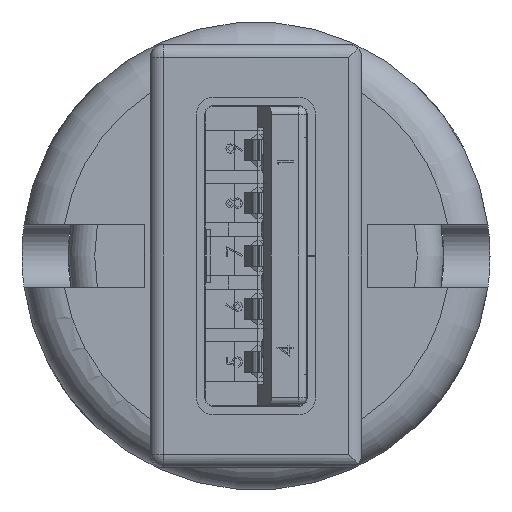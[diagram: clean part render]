
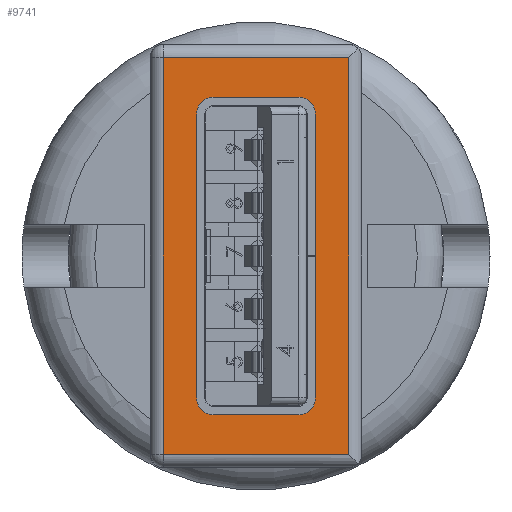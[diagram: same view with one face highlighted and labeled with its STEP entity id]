
A CAD part, left-side view. The second image highlights one B-rep face of the part: STEP entity #9741.
In plain terms, the highlighted face is planar.
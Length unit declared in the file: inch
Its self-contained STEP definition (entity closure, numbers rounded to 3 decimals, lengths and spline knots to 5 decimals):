
#272 = CARTESIAN_POINT ( 'NONE',  ( 0.29528, 0.15748, -0.47244 ) ) ;
#820 = CARTESIAN_POINT ( 'NONE',  ( -0.29528, 0.1378, -0.47244 ) ) ;
#911 = VECTOR ( 'NONE', #29580, 39.37008 ) ;
#1036 = VERTEX_POINT ( 'NONE', #18675 ) ;
#1852 = CARTESIAN_POINT ( 'NONE',  ( -0.21102, 0.08858, -0.47244 ) ) ;
#2730 = DIRECTION ( 'NONE',  ( 0., -1., 0. ) ) ;
#3762 = AXIS2_PLACEMENT_3D ( 'NONE', #55188, #33680, #8092 ) ;
#4019 = CARTESIAN_POINT ( 'NONE',  ( -0.31496, 0.1378, -0.47244 ) ) ;
#5497 = LINE ( 'NONE', #11740, #49784 ) ;
#6984 = CARTESIAN_POINT ( 'NONE',  ( 0.29528, -0.1378, -0.47244 ) ) ;
#7056 = VERTEX_POINT ( 'NONE', #10707 ) ;
#7548 = EDGE_LOOP ( 'NONE', ( #54003, #32938, #15762, #48191, #45491, #39490, #16220, #53779 ) ) ;
#7752 = EDGE_CURVE ( 'NONE', #51325, #1036, #5497, .T. ) ;
#7911 = PLANE ( 'NONE',  #3762 ) ;
#8092 = DIRECTION ( 'NONE',  ( -1., 0., 0. ) ) ;
#8497 = EDGE_CURVE ( 'NONE', #38579, #46362, #10775, .T. ) ;
#9166 = CARTESIAN_POINT ( 'NONE',  ( 0.21102, 0.08858, -0.47244 ) ) ;
#9741 = ADVANCED_FACE ( '?1', ( #51598, #50224 ), #7911, .F. ) ;
#9856 = CARTESIAN_POINT ( 'NONE',  ( -0.23622, -0.06339, -0.47244 ) ) ;
#10707 = CARTESIAN_POINT ( 'NONE',  ( -0.23622, 0.06339, -0.47244 ) ) ;
#10737 = DIRECTION ( 'NONE',  ( 0., 0., 1. ) ) ;
#10775 = LINE ( 'NONE', #272, #55075 ) ;
#11740 = CARTESIAN_POINT ( 'NONE',  ( -0.21102, -0.08858, -0.47244 ) ) ;
#12619 = LINE ( 'NONE', #54828, #45450 ) ;
#12739 = VECTOR ( 'NONE', #38232, 39.37008 ) ;
#13471 = EDGE_CURVE ( 'NONE', #25670, #51325, #16542, .T. ) ;
#13604 = LINE ( 'NONE', #25275, #911 ) ;
#13862 = CARTESIAN_POINT ( 'NONE',  ( -0.21102, -0.06339, -0.47244 ) ) ;
#14721 = CIRCLE ( 'NONE', #46208, 0.0252 ) ;
#15762 = ORIENTED_EDGE ( 'NONE', *, *, #32962, .F. ) ;
#16220 = ORIENTED_EDGE ( 'NONE', *, *, #28596, .F. ) ;
#16506 = CARTESIAN_POINT ( 'NONE',  ( -0.21102, 0.08858, -0.47244 ) ) ;
#16542 = CIRCLE ( 'NONE', #53163, 0.0252 ) ;
#18042 = DIRECTION ( 'NONE',  ( 0., 0., 1. ) ) ;
#18161 = DIRECTION ( 'NONE',  ( -1., 0., 0. ) ) ;
#18190 = DIRECTION ( 'NONE',  ( 0., 0., 1. ) ) ;
#18675 = CARTESIAN_POINT ( 'NONE',  ( 0.21102, -0.08858, -0.47244 ) ) ;
#19212 = VERTEX_POINT ( 'NONE', #9166 ) ;
#19359 = EDGE_CURVE ( 'NONE', #19212, #49660, #32821, .T. ) ;
#20027 = EDGE_CURVE ( 'NONE', #46362, #22649, #24077, .T. ) ;
#20154 = EDGE_CURVE ( 'NONE', #27251, #19212, #14721, .T. ) ;
#20257 = CARTESIAN_POINT ( 'NONE',  ( -0.21102, -0.08858, -0.47244 ) ) ;
#20550 = ORIENTED_EDGE ( 'NONE', *, *, #8497, .T. ) ;
#22051 = ORIENTED_EDGE ( 'NONE', *, *, #54780, .T. ) ;
#22649 = VERTEX_POINT ( 'NONE', #820 ) ;
#23150 = DIRECTION ( 'NONE',  ( -1., 0., 0. ) ) ;
#24077 = LINE ( 'NONE', #4019, #12739 ) ;
#24361 = EDGE_CURVE ( 'NONE', #22649, #45979, #40230, .T. ) ;
#24599 = DIRECTION ( 'NONE',  ( 1., 0., 0. ) ) ;
#25275 = CARTESIAN_POINT ( 'NONE',  ( 0.23622, -0.06339, -0.47244 ) ) ;
#25670 = VERTEX_POINT ( 'NONE', #9856 ) ;
#25866 = CARTESIAN_POINT ( 'NONE',  ( 0.29528, 0.1378, -0.47244 ) ) ;
#26059 = CIRCLE ( 'NONE', #51247, 0.0252 ) ;
#27251 = VERTEX_POINT ( 'NONE', #53348 ) ;
#28596 = EDGE_CURVE ( 'NONE', #7056, #25670, #29367, .T. ) ;
#28994 = ORIENTED_EDGE ( 'NONE', *, *, #24361, .T. ) ;
#29367 = LINE ( 'NONE', #55558, #39455 ) ;
#29580 = DIRECTION ( 'NONE',  ( 0., 1., 0. ) ) ;
#32236 = AXIS2_PLACEMENT_3D ( 'NONE', #36321, #10737, #40669 ) ;
#32821 = LINE ( 'NONE', #1852, #49051 ) ;
#32938 = ORIENTED_EDGE ( 'NONE', *, *, #20154, .F. ) ;
#32962 = EDGE_CURVE ( 'NONE', #54904, #27251, #13604, .T. ) ;
#33680 = DIRECTION ( 'NONE',  ( 0., 0., -1. ) ) ;
#34429 = DIRECTION ( 'NONE',  ( 0., 1., 0. ) ) ;
#36321 = CARTESIAN_POINT ( 'NONE',  ( 0.21102, -0.06339, -0.47244 ) ) ;
#37480 = DIRECTION ( 'NONE',  ( 1., 0., 0. ) ) ;
#37994 = CIRCLE ( 'NONE', #32236, 0.0252 ) ;
#38232 = DIRECTION ( 'NONE',  ( -1., 0., 0. ) ) ;
#38579 = VERTEX_POINT ( 'NONE', #6984 ) ;
#38641 = ORIENTED_EDGE ( 'NONE', *, *, #20027, .T. ) ;
#38983 = EDGE_CURVE ( 'NONE', #49660, #7056, #26059, .T. ) ;
#39165 = CARTESIAN_POINT ( 'NONE',  ( 0.23622, -0.06339, -0.47244 ) ) ;
#39455 = VECTOR ( 'NONE', #47073, 39.37008 ) ;
#39490 = ORIENTED_EDGE ( 'NONE', *, *, #13471, .F. ) ;
#40180 = CARTESIAN_POINT ( 'NONE',  ( -0.29528, -0.1378, -0.47244 ) ) ;
#40230 = LINE ( 'NONE', #49777, #50348 ) ;
#40669 = DIRECTION ( 'NONE',  ( 1., 0., 0. ) ) ;
#43665 = CARTESIAN_POINT ( 'NONE',  ( 0.21102, 0.06339, -0.47244 ) ) ;
#43794 = DIRECTION ( 'NONE',  ( 0., 0., 1. ) ) ;
#43832 = CARTESIAN_POINT ( 'NONE',  ( -0.21102, 0.06339, -0.47244 ) ) ;
#45450 = VECTOR ( 'NONE', #37480, 39.37008 ) ;
#45491 = ORIENTED_EDGE ( 'NONE', *, *, #7752, .F. ) ;
#45979 = VERTEX_POINT ( 'NONE', #40180 ) ;
#46208 = AXIS2_PLACEMENT_3D ( 'NONE', #43665, #18042, #48020 ) ;
#46362 = VERTEX_POINT ( 'NONE', #25866 ) ;
#47073 = DIRECTION ( 'NONE',  ( 0., -1., 0. ) ) ;
#48020 = DIRECTION ( 'NONE',  ( -1., 0., 0. ) ) ;
#48191 = ORIENTED_EDGE ( 'NONE', *, *, #48292, .F. ) ;
#48206 = DIRECTION ( 'NONE',  ( -1., 0., 0. ) ) ;
#48292 = EDGE_CURVE ( 'NONE', #1036, #54904, #37994, .T. ) ;
#48739 = EDGE_LOOP ( 'NONE', ( #28994, #22051, #20550, #38641 ) ) ;
#49051 = VECTOR ( 'NONE', #23150, 39.37008 ) ;
#49660 = VERTEX_POINT ( 'NONE', #16506 ) ;
#49777 = CARTESIAN_POINT ( 'NONE',  ( -0.29528, -0.15748, -0.47244 ) ) ;
#49784 = VECTOR ( 'NONE', #24599, 39.37008 ) ;
#50224 = FACE_OUTER_BOUND ( 'NONE', #48739, .T. ) ;
#50348 = VECTOR ( 'NONE', #2730, 39.37008 ) ;
#51247 = AXIS2_PLACEMENT_3D ( 'NONE', #43832, #18190, #48206 ) ;
#51325 = VERTEX_POINT ( 'NONE', #20257 ) ;
#51598 = FACE_BOUND ( 'NONE', #7548, .T. ) ;
#53163 = AXIS2_PLACEMENT_3D ( 'NONE', #13862, #43794, #18161 ) ;
#53348 = CARTESIAN_POINT ( 'NONE',  ( 0.23622, 0.06339, -0.47244 ) ) ;
#53779 = ORIENTED_EDGE ( 'NONE', *, *, #38983, .F. ) ;
#54003 = ORIENTED_EDGE ( 'NONE', *, *, #19359, .F. ) ;
#54780 = EDGE_CURVE ( 'NONE', #45979, #38579, #12619, .T. ) ;
#54828 = CARTESIAN_POINT ( 'NONE',  ( 0.31496, -0.1378, -0.47244 ) ) ;
#54904 = VERTEX_POINT ( 'NONE', #39165 ) ;
#55075 = VECTOR ( 'NONE', #34429, 39.37008 ) ;
#55188 = CARTESIAN_POINT ( 'NONE',  ( 0.31496, 0.15748, -0.47244 ) ) ;
#55558 = CARTESIAN_POINT ( 'NONE',  ( -0.23622, -0.06339, -0.47244 ) ) ;
